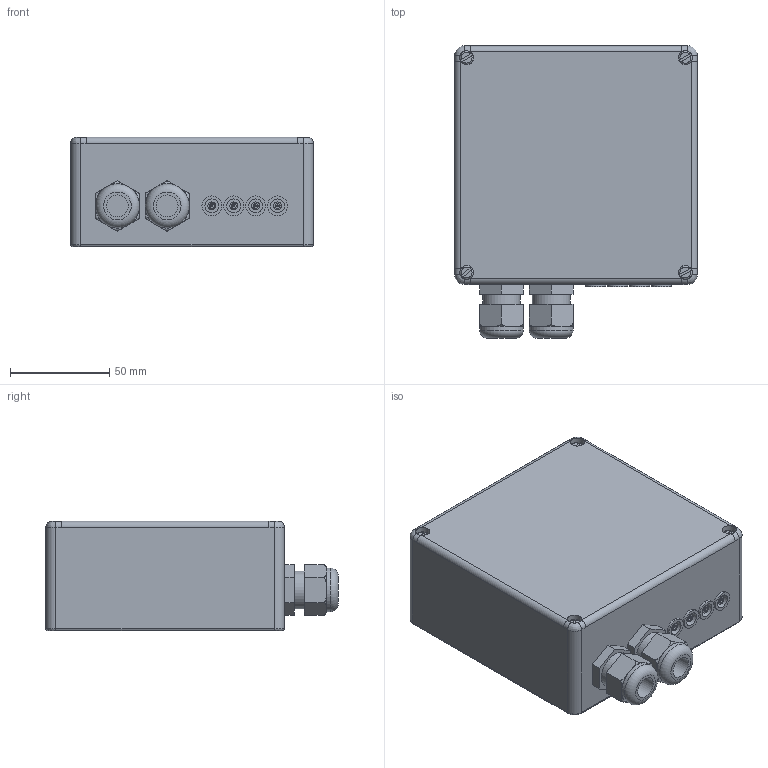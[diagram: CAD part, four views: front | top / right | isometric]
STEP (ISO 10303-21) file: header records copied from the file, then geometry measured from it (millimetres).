
FILE_DESCRIPTION(/* description */ (''),/* implementation_level */ '2;1');
FILE_NAME(/* name */ 'XA0024_Shrinkwrap_1.stp',/* time_stamp */ '2022-06-15T10:30:43+02:00',/* author */ ('Krieger Anja'),/* organization */ (''),/* preprocessor_version */ 'ST-DEVELOPER v18.1',/* originating_system */ 'Autodesk Inventor 2021',/* authorisation */ '');
FILE_SCHEMA (('AUTOMOTIVE_DESIGN { 1 0 10303 214 3 1 1 }'));
Length unit declared in the file: millimetre
Products named in the file (1): XA0024_Shrinkwrap_1
Bounding box: 122 x 147 x 55 mm (x, y, z)
Volume: 194817.8 mm3; surface area: 126467.3 mm2
Topology: 1 solids, 1 shells, 434 faces, 1085 edges, 702 vertices
Faces by surface type: plane 231, cylinder 147, torus 30, cone 18, sphere 4, bspline 4
Full cylindrical faces by diameter (mm): 1 x4, 2.5 x4, 3 x4, 4 x16, 5 x4, 7 x8, 8 x4, 9 x4, 10 x4, 11 x2, 16 x2, 19 x2, 22 x2
Entity records: 13865 total; most frequent: CARTESIAN_POINT 2742, DIRECTION 2271, ORIENTED_EDGE 2162, EDGE_CURVE 1081, AXIS2_PLACEMENT_3D 829, VERTEX_POINT 702, LINE 613, VECTOR 613
